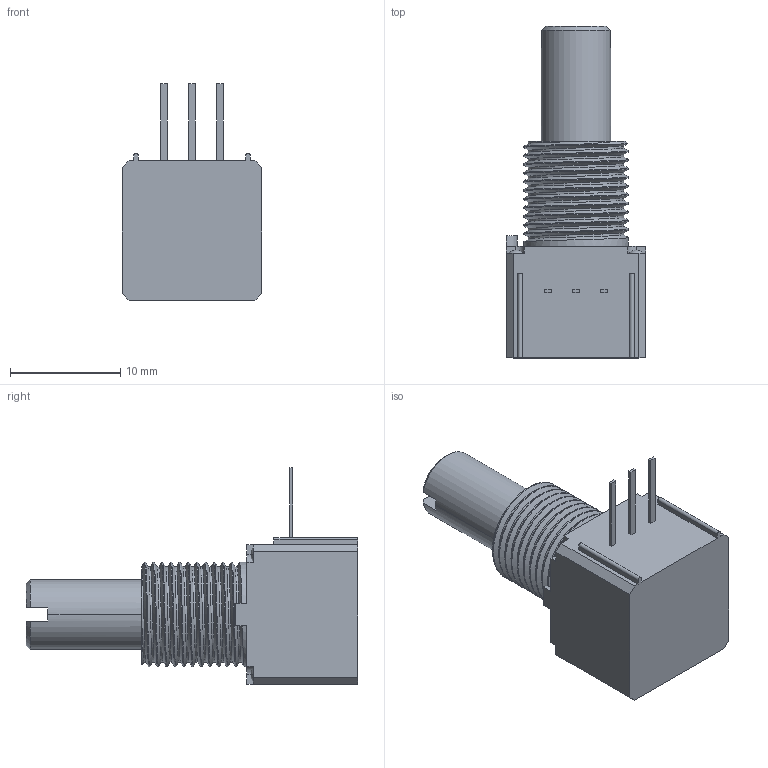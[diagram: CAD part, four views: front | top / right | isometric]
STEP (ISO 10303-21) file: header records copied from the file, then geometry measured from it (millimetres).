
FILE_DESCRIPTION((''),'2;1');
FILE_NAME('P260P-D1BS3CBR100K_SW0001','2020-01-20T08:43:25',('DCook'),(''),'CREO PARAMETRIC BY PTC INC, 2018260','CREO PARAMETRIC BY PTC INC, 2018260','');
FILE_SCHEMA(('CONFIG_CONTROL_DESIGN'));
Length unit declared in the file: inch
Products named in the file (1): P260P-D1BS3CBR100K_SW0001
Bounding box: 12.7 x 30.11 x 19.68 mm (x, y, z)
Volume: 2554.3 mm3; surface area: 1528.1 mm2
Topology: 1 solids, 1 shells, 105 faces, 288 edges, 186 vertices
Faces by surface type: plane 51, cylinder 31, bspline 12, sphere 8, cone 3
Entity records: 8797 total; most frequent: CARTESIAN_POINT 6256, ORIENTED_EDGE 560, DIRECTION 443, EDGE_CURVE 280, VERTEX_POINT 186, VECTOR 169, LINE 169, AXIS2_PLACEMENT_3D 137
